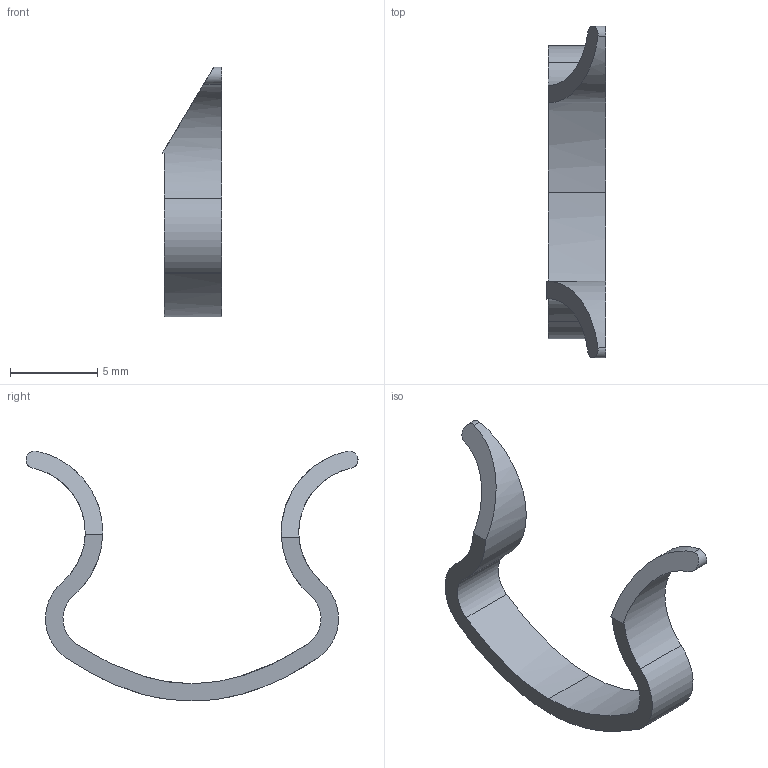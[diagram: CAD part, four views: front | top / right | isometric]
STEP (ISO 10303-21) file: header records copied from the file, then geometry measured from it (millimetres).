
FILE_DESCRIPTION(/* description */ (''),/* implementation_level */ '2;1');
FILE_NAME(/* name */ 'Mounting Block Leaf Spring .step',/* time_stamp */ '2022-02-21T10:16:16-08:00',/* author */ (''),/* organization */ (''),/* preprocessor_version */ 'ST-DEVELOPER v18.1',/* originating_system */ 'Autodesk Translation Framework v10.13.0.1454',/* authorisation */ '');
FILE_SCHEMA (('AUTOMOTIVE_DESIGN { 1 0 10303 214 3 1 1 }'));
Length unit declared in the file: millimetre
Products named in the file (1): Mounting Block Leaf Spring
Bounding box: 3.4 x 19.03 x 14.33 mm (x, y, z)
Volume: 121.2 mm3; surface area: 331.3 mm2
Topology: 1 solids, 1 shells, 23 faces, 63 edges, 42 vertices
Faces by surface type: cylinder 10, plane 9, bspline 4
Entity records: 933 total; most frequent: CARTESIAN_POINT 315, ORIENTED_EDGE 126, DIRECTION 117, EDGE_CURVE 63, AXIS2_PLACEMENT_3D 44, VERTEX_POINT 42, LINE 29, VECTOR 29
